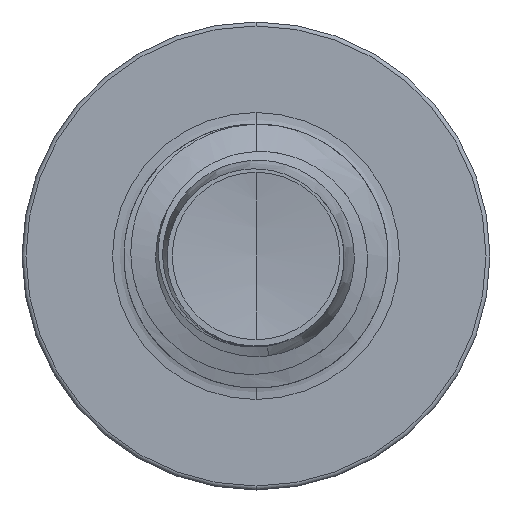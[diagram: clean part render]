
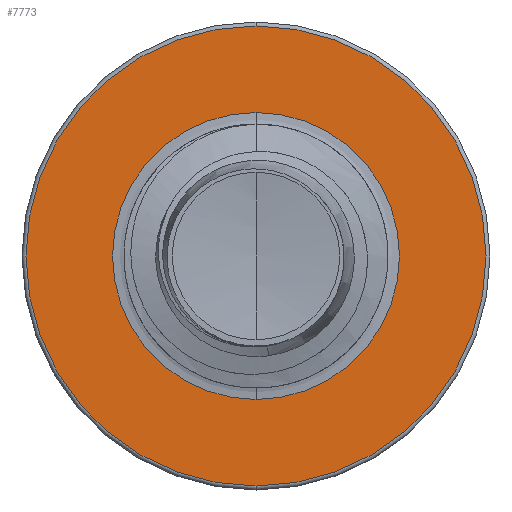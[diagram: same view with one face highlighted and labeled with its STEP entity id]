
A CAD part, front view. The second image highlights one B-rep face of the part: STEP entity #7773.
In plain terms, the highlighted planar face has unit normal (0, -1, 0).
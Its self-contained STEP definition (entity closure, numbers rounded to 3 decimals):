
#84 = CIRCLE ( 'NONE', #9908, 1.196 ) ;
#1336 = EDGE_LOOP ( 'NONE', ( #10482, #15615 ) ) ;
#1337 = CARTESIAN_POINT ( 'NONE',  ( 0., 6.5, 0. ) ) ;
#2336 = CARTESIAN_POINT ( 'NONE',  ( 0., 6.5, 0. ) ) ;
#3285 = DIRECTION ( 'NONE',  ( 0., 0., 1. ) ) ;
#3381 = CARTESIAN_POINT ( 'NONE',  ( 0., 6.5, 1.917 ) ) ;
#4253 = DIRECTION ( 'NONE',  ( 0., 0., 1. ) ) ;
#4257 = CARTESIAN_POINT ( 'NONE',  ( 0., 6.5, -1.196 ) ) ;
#4487 = EDGE_CURVE ( 'NONE', #18764, #19383, #84, .T. ) ;
#4861 = FACE_OUTER_BOUND ( 'NONE', #1336, .T. ) ;
#4879 = EDGE_CURVE ( 'NONE', #12958, #20953, #20331, .T. ) ;
#5282 = AXIS2_PLACEMENT_3D ( 'NONE', #16776, #18330, #8458 ) ;
#6322 = PLANE ( 'NONE',  #5282 ) ;
#6474 = ORIENTED_EDGE ( 'NONE', *, *, #4487, .T. ) ;
#6661 = EDGE_CURVE ( 'NONE', #19383, #18764, #12999, .T. ) ;
#6672 = FACE_BOUND ( 'NONE', #6850, .T. ) ;
#6850 = EDGE_LOOP ( 'NONE', ( #6474, #16953 ) ) ;
#7773 = ADVANCED_FACE ( 'NONE', ( #4861, #6672 ), #6322, .F. ) ;
#8458 = DIRECTION ( 'NONE',  ( 0., 0., 1. ) ) ;
#8470 = EDGE_CURVE ( 'NONE', #20953, #12958, #20546, .T. ) ;
#9093 = DIRECTION ( 'NONE',  ( 0., 1., 0. ) ) ;
#9233 = CARTESIAN_POINT ( 'NONE',  ( 0., 6.5, 0. ) ) ;
#9908 = AXIS2_PLACEMENT_3D ( 'NONE', #18925, #9093, #20471 ) ;
#10482 = ORIENTED_EDGE ( 'NONE', *, *, #8470, .F. ) ;
#11019 = DIRECTION ( 'NONE',  ( 0., 0., 1. ) ) ;
#12958 = VERTEX_POINT ( 'NONE', #15269 ) ;
#12999 = CIRCLE ( 'NONE', #20631, 1.196 ) ;
#13995 = DIRECTION ( 'NONE',  ( 0., 1., 0. ) ) ;
#14774 = DIRECTION ( 'NONE',  ( 0., 1., 0. ) ) ;
#15269 = CARTESIAN_POINT ( 'NONE',  ( 0., 6.5, -1.917 ) ) ;
#15615 = ORIENTED_EDGE ( 'NONE', *, *, #4879, .F. ) ;
#16776 = CARTESIAN_POINT ( 'NONE',  ( 0., 6.5, -1.196 ) ) ;
#16953 = ORIENTED_EDGE ( 'NONE', *, *, #6661, .T. ) ;
#18330 = DIRECTION ( 'NONE',  ( 0., 1., 0. ) ) ;
#18695 = AXIS2_PLACEMENT_3D ( 'NONE', #9233, #20610, #11019 ) ;
#18764 = VERTEX_POINT ( 'NONE', #20281 ) ;
#18925 = CARTESIAN_POINT ( 'NONE',  ( 0., 6.5, 0. ) ) ;
#19383 = VERTEX_POINT ( 'NONE', #4257 ) ;
#19862 = AXIS2_PLACEMENT_3D ( 'NONE', #2336, #14774, #4253 ) ;
#20281 = CARTESIAN_POINT ( 'NONE',  ( 0., 6.5, 1.196 ) ) ;
#20331 = CIRCLE ( 'NONE', #18695, 1.917 ) ;
#20471 = DIRECTION ( 'NONE',  ( 0., 0., 1. ) ) ;
#20546 = CIRCLE ( 'NONE', #19862, 1.917 ) ;
#20610 = DIRECTION ( 'NONE',  ( 0., 1., 0. ) ) ;
#20631 = AXIS2_PLACEMENT_3D ( 'NONE', #1337, #13995, #3285 ) ;
#20953 = VERTEX_POINT ( 'NONE', #3381 ) ;
